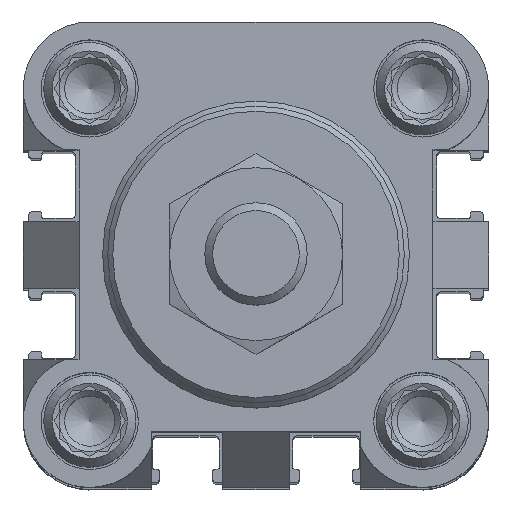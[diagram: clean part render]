
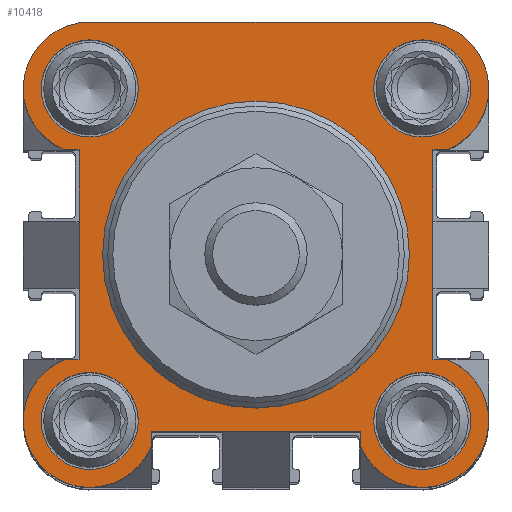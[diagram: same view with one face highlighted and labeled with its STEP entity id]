
A CAD part, top view. The second image highlights one B-rep face of the part: STEP entity #10418.
In plain terms, the highlighted planar face has unit normal (0, 0, 1).
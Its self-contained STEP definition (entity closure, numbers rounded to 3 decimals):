
#526=LINE('',#15943,#1528);
#538=LINE('',#15973,#1540);
#547=LINE('',#15993,#1549);
#554=LINE('',#16011,#1556);
#568=LINE('',#16067,#1570);
#569=LINE('',#16068,#1571);
#570=LINE('',#16069,#1572);
#571=LINE('',#16070,#1573);
#572=LINE('',#16071,#1574);
#573=LINE('',#16072,#1575);
#1528=VECTOR('',#12474,1000.);
#1540=VECTOR('',#12498,1000.);
#1549=VECTOR('',#12513,1000.);
#1556=VECTOR('',#12526,1000.);
#1570=VECTOR('',#12572,1000.);
#1571=VECTOR('',#12573,1000.);
#1572=VECTOR('',#12574,1000.);
#1573=VECTOR('',#12575,1000.);
#1574=VECTOR('',#12576,1000.);
#1575=VECTOR('',#12577,1000.);
#2369=PLANE('',#11190);
#3273=ORIENTED_EDGE('',*,*,#6288,.T.);
#3274=ORIENTED_EDGE('',*,*,#6289,.T.);
#3275=ORIENTED_EDGE('',*,*,#6290,.T.);
#3276=ORIENTED_EDGE('',*,*,#6291,.T.);
#3277=ORIENTED_EDGE('',*,*,#6292,.T.);
#3278=ORIENTED_EDGE('',*,*,#6293,.F.);
#3279=ORIENTED_EDGE('',*,*,#6255,.T.);
#3280=ORIENTED_EDGE('',*,*,#6265,.T.);
#3281=ORIENTED_EDGE('',*,*,#6239,.T.);
#3282=ORIENTED_EDGE('',*,*,#6294,.F.);
#3283=ORIENTED_EDGE('',*,*,#6231,.T.);
#3284=ORIENTED_EDGE('',*,*,#6295,.F.);
#3285=ORIENTED_EDGE('',*,*,#6225,.T.);
#3286=ORIENTED_EDGE('',*,*,#6296,.F.);
#3287=ORIENTED_EDGE('',*,*,#6256,.T.);
#3288=ORIENTED_EDGE('',*,*,#6297,.F.);
#3289=ORIENTED_EDGE('',*,*,#6242,.T.);
#3290=ORIENTED_EDGE('',*,*,#6298,.F.);
#3291=ORIENTED_EDGE('',*,*,#6246,.T.);
#6225=EDGE_CURVE('',#7734,#7732,#8517,.T.);
#6231=EDGE_CURVE('',#7739,#7738,#526,.T.);
#6239=EDGE_CURVE('',#7746,#7745,#8519,.T.);
#6242=EDGE_CURVE('',#7749,#7747,#8520,.T.);
#6246=EDGE_CURVE('',#7751,#7752,#538,.T.);
#6255=EDGE_CURVE('',#7757,#7758,#8521,.T.);
#6256=EDGE_CURVE('',#7759,#7760,#547,.T.);
#6265=EDGE_CURVE('',#7758,#7746,#554,.T.);
#6288=EDGE_CURVE('',#7788,#7788,#8533,.T.);
#6289=EDGE_CURVE('',#7789,#7789,#8534,.T.);
#6290=EDGE_CURVE('',#7790,#7790,#8535,.T.);
#6291=EDGE_CURVE('',#7791,#7791,#8536,.T.);
#6292=EDGE_CURVE('',#7792,#7792,#8537,.T.);
#6293=EDGE_CURVE('',#7757,#7752,#568,.T.);
#6294=EDGE_CURVE('',#7739,#7745,#569,.T.);
#6295=EDGE_CURVE('',#7734,#7738,#570,.T.);
#6296=EDGE_CURVE('',#7759,#7732,#571,.T.);
#6297=EDGE_CURVE('',#7749,#7760,#572,.T.);
#6298=EDGE_CURVE('',#7751,#7747,#573,.T.);
#7732=VERTEX_POINT('',#15929);
#7734=VERTEX_POINT('',#15932);
#7738=VERTEX_POINT('',#15942);
#7739=VERTEX_POINT('',#15944);
#7745=VERTEX_POINT('',#15958);
#7746=VERTEX_POINT('',#15960);
#7747=VERTEX_POINT('',#15964);
#7749=VERTEX_POINT('',#15967);
#7751=VERTEX_POINT('',#15974);
#7752=VERTEX_POINT('',#15975);
#7757=VERTEX_POINT('',#15988);
#7758=VERTEX_POINT('',#15990);
#7759=VERTEX_POINT('',#15994);
#7760=VERTEX_POINT('',#15995);
#7788=VERTEX_POINT('',#16058);
#7789=VERTEX_POINT('',#16060);
#7790=VERTEX_POINT('',#16062);
#7791=VERTEX_POINT('',#16064);
#7792=VERTEX_POINT('',#16066);
#8517=CIRCLE('',#11164,6.5);
#8519=CIRCLE('',#11169,6.5);
#8520=CIRCLE('',#11171,6.5);
#8521=CIRCLE('',#11175,6.5);
#8533=CIRCLE('',#11191,15.);
#8534=CIRCLE('',#11192,4.75);
#8535=CIRCLE('',#11193,4.75);
#8536=CIRCLE('',#11194,4.75);
#8537=CIRCLE('',#11195,4.75);
#8810=EDGE_LOOP('',(#3273));
#8811=EDGE_LOOP('',(#3274));
#8812=EDGE_LOOP('',(#3275));
#8813=EDGE_LOOP('',(#3276));
#8814=EDGE_LOOP('',(#3277));
#8815=EDGE_LOOP('',(#3278,#3279,#3280,#3281,#3282,#3283,#3284,#3285,#3286,
#3287,#3288,#3289,#3290,#3291));
#9548=FACE_BOUND('',#8810,.T.);
#9549=FACE_BOUND('',#8811,.T.);
#9550=FACE_BOUND('',#8812,.T.);
#9551=FACE_BOUND('',#8813,.T.);
#9552=FACE_BOUND('',#8814,.T.);
#9553=FACE_BOUND('',#8815,.T.);
#10418=ADVANCED_FACE('',(#9548,#9549,#9550,#9551,#9552,#9553),#2369,.T.);
#11164=AXIS2_PLACEMENT_3D('',#15931,#12463,#12464);
#11169=AXIS2_PLACEMENT_3D('',#15959,#12484,#12485);
#11171=AXIS2_PLACEMENT_3D('',#15966,#12490,#12491);
#11175=AXIS2_PLACEMENT_3D('',#15991,#12509,#12510);
#11190=AXIS2_PLACEMENT_3D('',#16056,#12560,#12561);
#11191=AXIS2_PLACEMENT_3D('',#16057,#12562,#12563);
#11192=AXIS2_PLACEMENT_3D('',#16059,#12564,#12565);
#11193=AXIS2_PLACEMENT_3D('',#16061,#12566,#12567);
#11194=AXIS2_PLACEMENT_3D('',#16063,#12568,#12569);
#11195=AXIS2_PLACEMENT_3D('',#16065,#12570,#12571);
#12463=DIRECTION('',(0.,0.,1.));
#12464=DIRECTION('',(1.,0.,0.));
#12474=DIRECTION('',(0.,-1.,0.));
#12484=DIRECTION('',(0.,0.,1.));
#12485=DIRECTION('',(1.,0.,0.));
#12490=DIRECTION('',(0.,0.,1.));
#12491=DIRECTION('',(1.,0.,0.));
#12498=DIRECTION('',(0.,1.,0.));
#12509=DIRECTION('',(0.,0.,1.));
#12510=DIRECTION('',(1.,0.,0.));
#12513=DIRECTION('',(1.,0.,0.));
#12526=DIRECTION('',(-1.,0.,0.));
#12560=DIRECTION('',(0.,0.,1.));
#12561=DIRECTION('',(1.,0.,0.));
#12562=DIRECTION('',(0.,0.,-1.));
#12563=DIRECTION('',(-1.,0.,0.));
#12564=DIRECTION('',(0.,0.,-1.));
#12565=DIRECTION('',(-1.,0.,0.));
#12566=DIRECTION('',(0.,0.,-1.));
#12567=DIRECTION('',(-1.,0.,0.));
#12568=DIRECTION('',(0.,0.,-1.));
#12569=DIRECTION('',(-1.,0.,0.));
#12570=DIRECTION('',(0.,0.,-1.));
#12571=DIRECTION('',(-1.,0.,0.));
#12572=DIRECTION('',(-1.,0.,0.));
#12573=DIRECTION('',(-1.,0.,0.));
#12574=DIRECTION('',(1.,0.,0.));
#12575=DIRECTION('',(0.,-1.,0.));
#12576=DIRECTION('',(0.,1.,0.));
#12577=DIRECTION('',(1.,0.,0.));
#15929=CARTESIAN_POINT('',(-10.25,-18.75,0.));
#15931=CARTESIAN_POINT('',(-16.25,-16.25,0.));
#15932=CARTESIAN_POINT('',(-18.75,-10.25,0.));
#15942=CARTESIAN_POINT('',(-17.3,-10.25,0.));
#15943=CARTESIAN_POINT('',(-17.3,9.835,0.));
#15944=CARTESIAN_POINT('',(-17.3,10.25,0.));
#15958=CARTESIAN_POINT('',(-18.75,10.25,0.));
#15959=CARTESIAN_POINT('',(-16.25,16.25,0.));
#15960=CARTESIAN_POINT('',(-16.25,22.75,0.));
#15964=CARTESIAN_POINT('',(18.75,-10.25,0.));
#15966=CARTESIAN_POINT('',(16.25,-16.25,0.));
#15967=CARTESIAN_POINT('',(10.25,-18.75,0.));
#15973=CARTESIAN_POINT('',(17.3,-9.835,0.));
#15974=CARTESIAN_POINT('',(17.3,-10.25,0.));
#15975=CARTESIAN_POINT('',(17.3,10.25,0.));
#15988=CARTESIAN_POINT('',(18.75,10.25,0.));
#15990=CARTESIAN_POINT('',(16.25,22.75,0.));
#15991=CARTESIAN_POINT('',(16.25,16.25,0.));
#15993=CARTESIAN_POINT('',(-9.835,-17.3,0.));
#15994=CARTESIAN_POINT('',(-10.25,-17.3,0.));
#15995=CARTESIAN_POINT('',(10.25,-17.3,0.));
#16011=CARTESIAN_POINT('',(16.25,22.75,0.));
#16056=CARTESIAN_POINT('',(-16.25,-16.25,0.));
#16057=CARTESIAN_POINT('',(0.,0.,0.));
#16058=CARTESIAN_POINT('',(-15.,0.,0.));
#16059=CARTESIAN_POINT('',(-16.25,16.25,0.));
#16060=CARTESIAN_POINT('',(-21.,16.25,0.));
#16061=CARTESIAN_POINT('',(-16.25,-16.25,0.));
#16062=CARTESIAN_POINT('',(-21.,-16.25,0.));
#16063=CARTESIAN_POINT('',(16.25,-16.25,0.));
#16064=CARTESIAN_POINT('',(11.5,-16.25,0.));
#16065=CARTESIAN_POINT('',(16.25,16.25,0.));
#16066=CARTESIAN_POINT('',(11.5,16.25,0.));
#16067=CARTESIAN_POINT('',(27.75,10.25,0.));
#16068=CARTESIAN_POINT('',(-17.3,10.25,0.));
#16069=CARTESIAN_POINT('',(-25.75,-10.25,0.));
#16070=CARTESIAN_POINT('',(-10.25,-17.3,0.));
#16071=CARTESIAN_POINT('',(10.25,-25.75,0.));
#16072=CARTESIAN_POINT('',(17.3,-10.25,0.));
